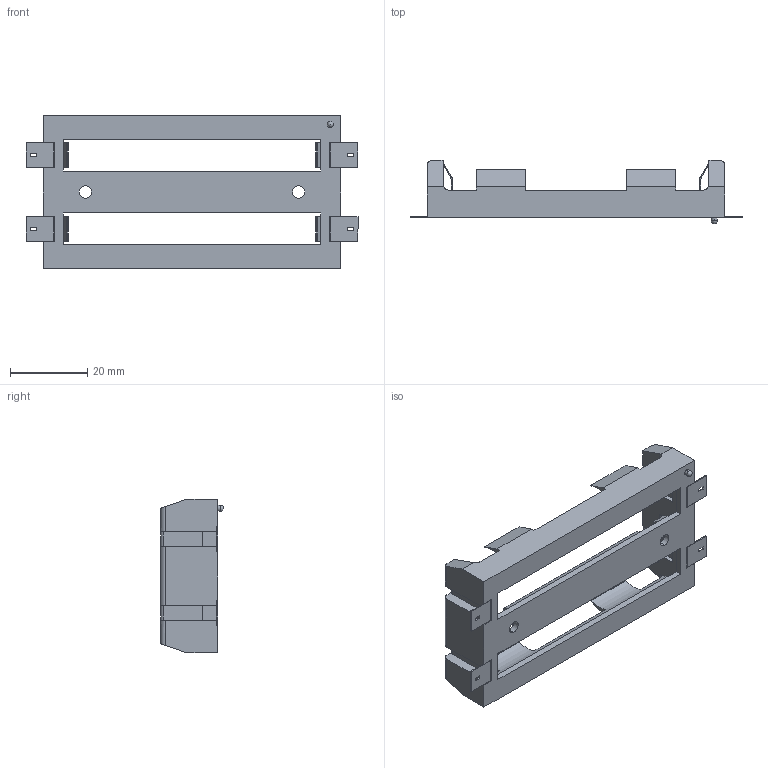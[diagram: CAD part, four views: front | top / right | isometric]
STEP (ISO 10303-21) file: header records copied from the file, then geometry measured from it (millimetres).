
FILE_DESCRIPTION (( 'STEP AP214' ), '1' );
FILE_NAME ('User Library-Blossom 1048.STEP', '2023-12-16T03:32:23', ( '' ), ( '' ), 'SwSTEP 2.0', 'SolidWorks 2022', '' );
FILE_SCHEMA (( 'AUTOMOTIVE_DESIGN' ));
Length unit declared in the file: millimetre
Products named in the file (3): User Library-Blossom 1048; Blossom 1048-case; Blossom 1048P-spring
Assembly tree (5 placements, depth 2):
  User Library-Blossom 1048
    Blossom 1048-case
    Blossom 1048P-spring  x4
Bounding box: 86 x 16.41 x 39.78 mm (x, y, z)
Volume: 233.4 mm3; surface area: 10790.6 mm2
Topology: 4 solids, 6 shells, 238 faces, 683 edges, 453 vertices
Faces by surface type: plane 188, cylinder 48, sphere 2
Entity records: 7735 total; most frequent: CARTESIAN_POINT 1137, ORIENTED_EDGE 994, DIRECTION 910, EDGE_CURVE 498, VECTOR 416, LINE 416, VERTEX_POINT 330, AXIS2_PLACEMENT_3D 247
